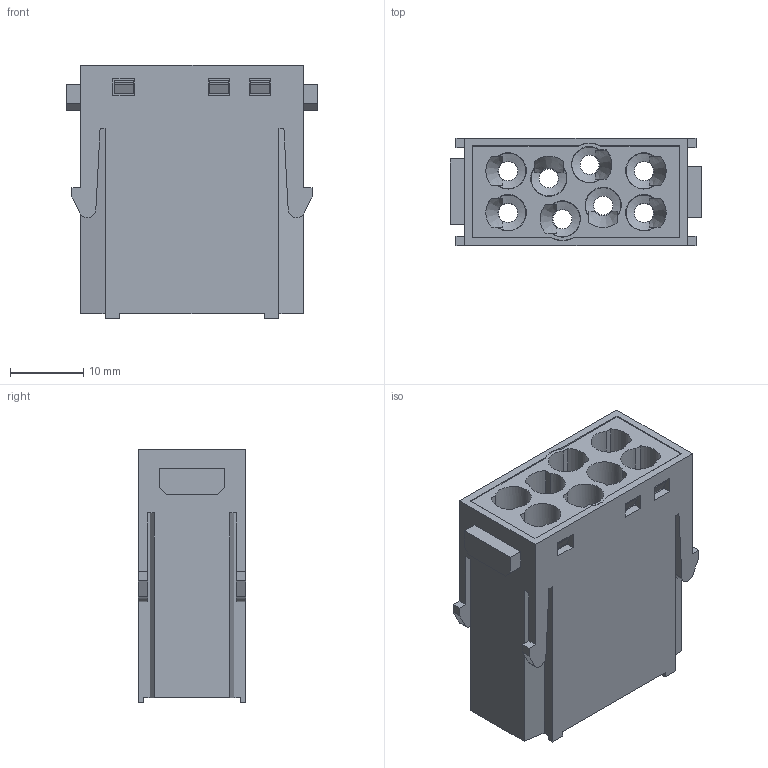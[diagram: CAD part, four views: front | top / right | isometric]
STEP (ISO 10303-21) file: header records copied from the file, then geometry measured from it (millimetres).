
FILE_DESCRIPTION(/* description */ (''),/* implementation_level */ '2;1');
FILE_NAME(/* name */ 'HMEE-008-MC.stp',/* time_stamp */ '2023-03-07T10:13:08+08:00',/* author */ (''),/* organization */ (''),/* preprocessor_version */ 'ST-DEVELOPER v16',/* originating_system */ 'SIEMENS PLM Software NX 10.0',/* authorisation */ '');
FILE_SCHEMA (('AUTOMOTIVE_DESIGN { 1 0 10303 214 3 1 1 1 }'));
Length unit declared in the file: millimetre
Products named in the file (1): Admi33E800084m0k
Bounding box: 34.2 x 14.6 x 34.6 mm (x, y, z)
Volume: 6899.8 mm3; surface area: 10656.4 mm2
Topology: 1 solids, 4 shells, 394 faces, 1079 edges, 702 vertices
Faces by surface type: plane 251, cylinder 73, cone 38, torus 32
Full cylindrical faces by diameter (mm): 1.2 x2, 1.5 x1, 2.6 x8, 4.85 x8
Entity records: 12500 total; most frequent: CARTESIAN_POINT 2649, ORIENTED_EDGE 2040, DIRECTION 1984, EDGE_CURVE 1020, VERTEX_POINT 686, AXIS2_PLACEMENT_3D 669, LINE 646, VECTOR 646
